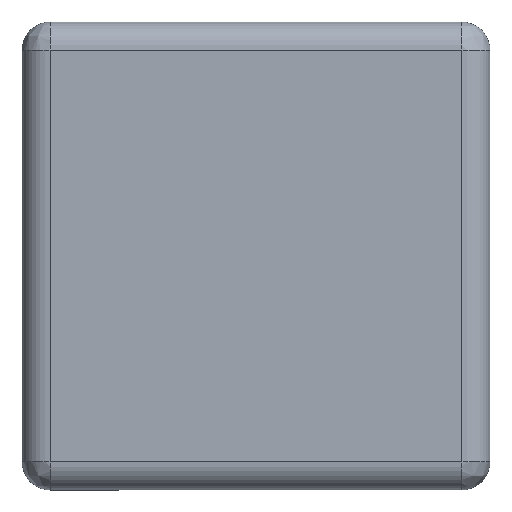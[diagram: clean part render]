
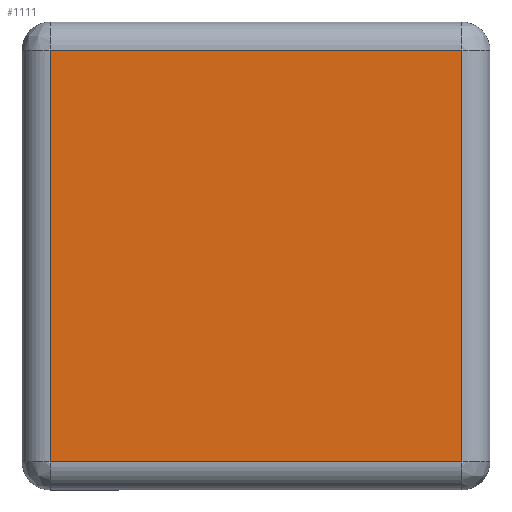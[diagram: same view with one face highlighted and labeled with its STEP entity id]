
A CAD part, top view. The second image highlights one B-rep face of the part: STEP entity #1111.
In plain terms, the highlighted planar face has unit normal (0, 0, 1).
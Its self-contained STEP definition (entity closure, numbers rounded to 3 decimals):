
#8 = LINE ( 'NONE', #588, #964 ) ;
#29 = EDGE_CURVE ( 'NONE', #533, #327, #340, .T. ) ;
#90 = CARTESIAN_POINT ( 'NONE',  ( -22., -22., 4. ) ) ;
#108 = VECTOR ( 'NONE', #757, 1000. ) ;
#117 = AXIS2_PLACEMENT_3D ( 'NONE', #888, #610, #221 ) ;
#161 = ORIENTED_EDGE ( 'NONE', *, *, #29, .F. ) ;
#221 = DIRECTION ( 'NONE',  ( -1., 0., 0. ) ) ;
#276 = ORIENTED_EDGE ( 'NONE', *, *, #687, .F. ) ;
#278 = CARTESIAN_POINT ( 'NONE',  ( -22., 22., 4. ) ) ;
#305 = DIRECTION ( 'NONE',  ( -1., 0., 0. ) ) ;
#327 = VERTEX_POINT ( 'NONE', #439 ) ;
#340 = LINE ( 'NONE', #932, #108 ) ;
#380 = CARTESIAN_POINT ( 'NONE',  ( -22., 25., 4. ) ) ;
#391 = VECTOR ( 'NONE', #1050, 1000. ) ;
#404 = VERTEX_POINT ( 'NONE', #835 ) ;
#439 = CARTESIAN_POINT ( 'NONE',  ( 22., 22., 4. ) ) ;
#453 = ORIENTED_EDGE ( 'NONE', *, *, #459, .F. ) ;
#459 = EDGE_CURVE ( 'NONE', #327, #404, #672, .T. ) ;
#508 = EDGE_CURVE ( 'NONE', #1107, #533, #626, .T. ) ;
#533 = VERTEX_POINT ( 'NONE', #278 ) ;
#588 = CARTESIAN_POINT ( 'NONE',  ( -25., -22., 4. ) ) ;
#610 = DIRECTION ( 'NONE',  ( 0., 0., -1. ) ) ;
#626 = LINE ( 'NONE', #380, #391 ) ;
#658 = CARTESIAN_POINT ( 'NONE',  ( 22., 25., 4. ) ) ;
#667 = FACE_OUTER_BOUND ( 'NONE', #1160, .T. ) ;
#672 = LINE ( 'NONE', #658, #748 ) ;
#687 = EDGE_CURVE ( 'NONE', #404, #1107, #8, .T. ) ;
#748 = VECTOR ( 'NONE', #1046, 1000. ) ;
#757 = DIRECTION ( 'NONE',  ( 1., 0., 0. ) ) ;
#835 = CARTESIAN_POINT ( 'NONE',  ( 22., -22., 4. ) ) ;
#888 = CARTESIAN_POINT ( 'NONE',  ( -25., 25., 4. ) ) ;
#932 = CARTESIAN_POINT ( 'NONE',  ( -25., 22., 4. ) ) ;
#964 = VECTOR ( 'NONE', #305, 1000. ) ;
#1046 = DIRECTION ( 'NONE',  ( 0., -1., 0. ) ) ;
#1050 = DIRECTION ( 'NONE',  ( 0., 1., 0. ) ) ;
#1107 = VERTEX_POINT ( 'NONE', #90 ) ;
#1111 = ADVANCED_FACE ( 'NONE', ( #667 ), #1191, .F. ) ;
#1160 = EDGE_LOOP ( 'NONE', ( #1174, #276, #453, #161 ) ) ;
#1174 = ORIENTED_EDGE ( 'NONE', *, *, #508, .F. ) ;
#1191 = PLANE ( 'NONE',  #117 ) ;
